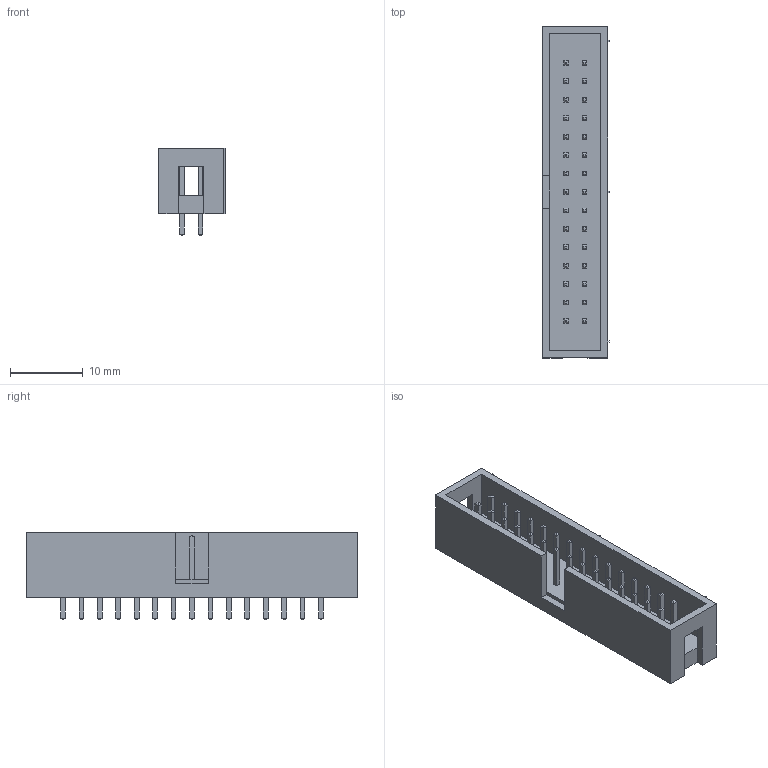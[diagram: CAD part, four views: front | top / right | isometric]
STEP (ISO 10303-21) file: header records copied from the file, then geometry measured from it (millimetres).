
FILE_DESCRIPTION(('FreeCAD Model'),'2;1');
FILE_NAME('Box_Header_Straight_2x15.step', '2019-08-18T01:26:41',('Author'),(''), 'Open CASCADE STEP processor 6.8','FreeCAD','Unknown');
FILE_SCHEMA(('AUTOMOTIVE_DESIGN_CC2 { 1 2 10303 214 -1 1 5 4 }'));
Length unit declared in the file: millimetre
Products named in the file (1): Box_Header_Straight_2x15
Bounding box: 9.2 x 45.72 x 12 mm (x, y, z)
Volume: 1747.5 mm3; surface area: 3080.7 mm2
Topology: 1 solids, 1 shells, 576 faces, 1308 edges, 790 vertices
Faces by surface type: plane 576
Entity records: 19517 total; most frequent: CARTESIAN_POINT 2675, ORIENTED_EDGE 2616, DIRECTION 2462, EDGE_CURVE 1308, LINE 1308, VECTOR 1308, VERTEX_POINT 790, FACE_BOUND 636
